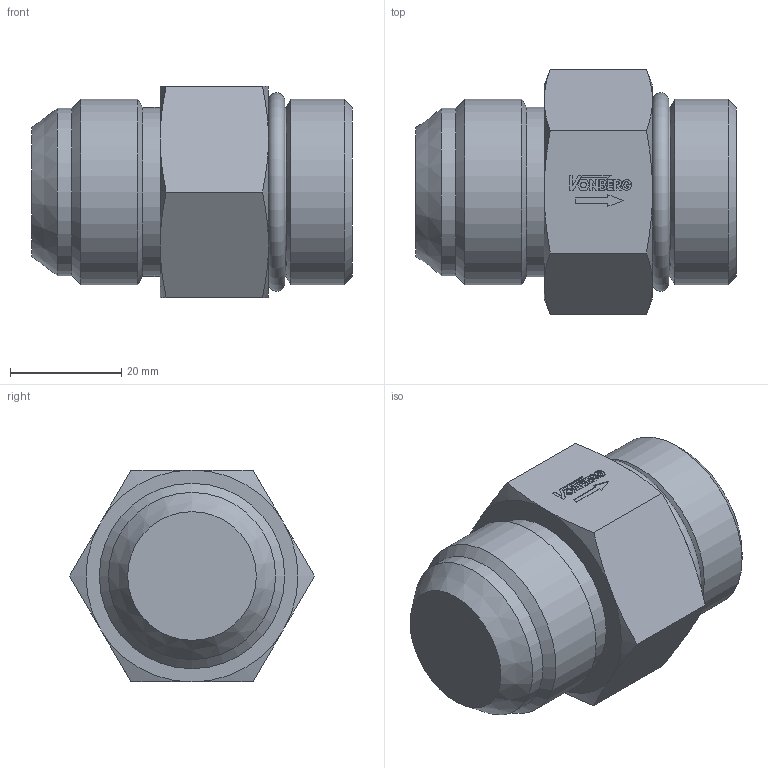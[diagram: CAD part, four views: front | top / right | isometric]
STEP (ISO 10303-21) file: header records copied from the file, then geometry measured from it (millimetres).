
FILE_DESCRIPTION((''),'2;1');
FILE_NAME('1916F.stp','2015-01-02T09:49:38',('jml'),(''),'Autodesk Inventor 2010','Autodesk Inventor 2010','');
FILE_SCHEMA(('AUTOMOTIVE_DESIGN { 1 0 10303 214 1 1 1 1 }'));
Length unit declared in the file: inch
Products named in the file (3): 1916F; 220789; 916 O-RING
Assembly tree (2 placements, depth 2):
  1916F
    220789
    916 O-RING
Bounding box: 57.66 x 43.99 x 38.1 mm (x, y, z)
Volume: 55223.6 mm3; surface area: 9842.8 mm2
Topology: 2 solids, 2 shells, 131 faces, 321 edges, 207 vertices
Faces by surface type: plane 93, cylinder 20, cone 17, torus 1
Full cylindrical faces by diameter (mm): 1.044 x1, 30.048 x1, 30.404 x2, 33.325 x2
Entity records: 3838 total; most frequent: CARTESIAN_POINT 701, ORIENTED_EDGE 620, DIRECTION 614, EDGE_CURVE 310, VECTOR 230, LINE 230, VERTEX_POINT 207, AXIS2_PLACEMENT_3D 192
